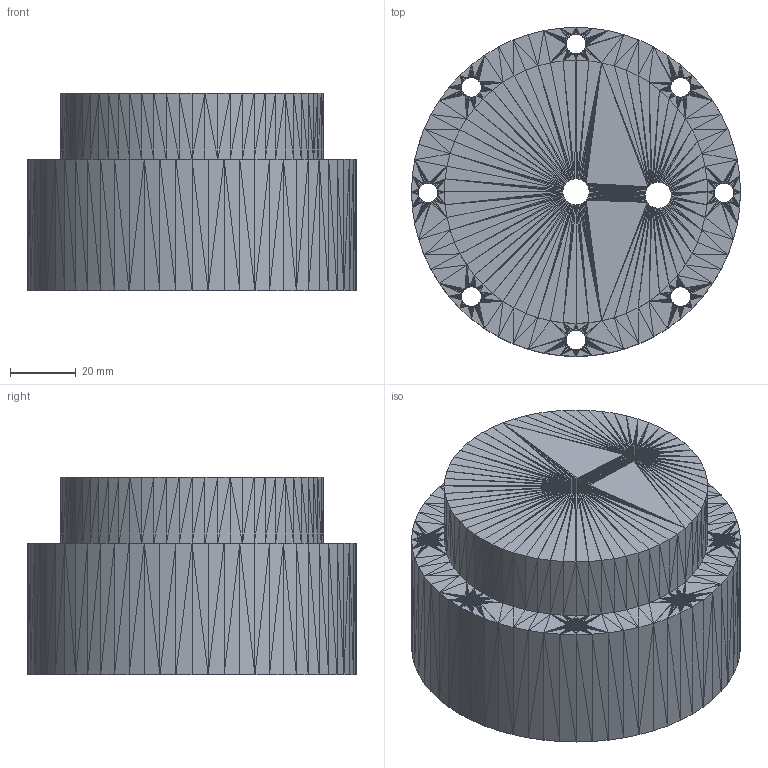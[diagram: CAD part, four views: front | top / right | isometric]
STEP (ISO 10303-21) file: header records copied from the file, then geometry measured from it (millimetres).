
FILE_DESCRIPTION((' Model'),'2;1');
FILE_NAME(' Shape Model','2023-12-07T19:26:43',(''),( ''),' ','','Unknown');
FILE_SCHEMA(('AUTOMOTIVE_DESIGN { 1 0 10303 214 1 1 1 1 }'));
Products named in the file (1):  STEP translator 7.5 1
Bounding box: 100 x 100 x 60 mm (x, y, z)
Surface area: 45811.1 mm2 (no closed solid volume)
Topology: 0 solids, 1 shells, 3364 faces, 5046 edges, 1664 vertices
Faces by surface type: plane 3364
Entity records: 126132 total; most frequent: CARTESIAN_POINT 25213, DIRECTION 16822, ORIENTED_EDGE 10092, LINE 10092, VECTOR 10092, PCURVE 10092, DEFINITIONAL_REPRESENTATION 10092, EDGE_CURVE 5046
